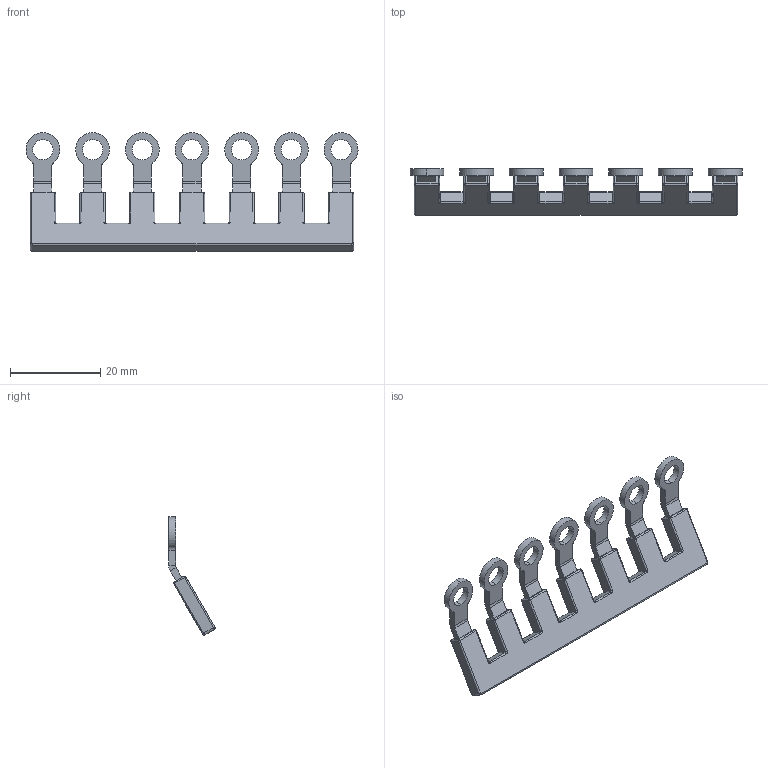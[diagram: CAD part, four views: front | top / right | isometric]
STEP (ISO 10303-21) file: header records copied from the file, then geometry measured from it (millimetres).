
FILE_DESCRIPTION (( 'STEP AP214' ), '1' );
FILE_NAME ('TKO_PB 6_7.STP', '2013-06-19T08:04:36', ( 'gurcan' ), ( '' ), 'SwSTEP 2.0', 'SolidWorks 2013', '' );
FILE_SCHEMA (( 'AUTOMOTIVE_DESIGN' ));
Length unit declared in the file: millimetre
Products named in the file (1): TKO_PB 6_7
Bounding box: 73.49 x 10.28 x 26.26 mm (x, y, z)
Volume: 2790.8 mm3; surface area: 3541.5 mm2
Topology: 1 solids, 6 shells, 330 faces, 765 edges, 426 vertices
Faces by surface type: cylinder 154, plane 120, torus 28, sphere 28
Entity records: 12711 total; most frequent: DIRECTION 1735, CARTESIAN_POINT 1494, ORIENTED_EDGE 1474, EDGE_CURVE 737, AXIS2_PLACEMENT_3D 667, VERTEX_POINT 426, LINE 401, VECTOR 401
